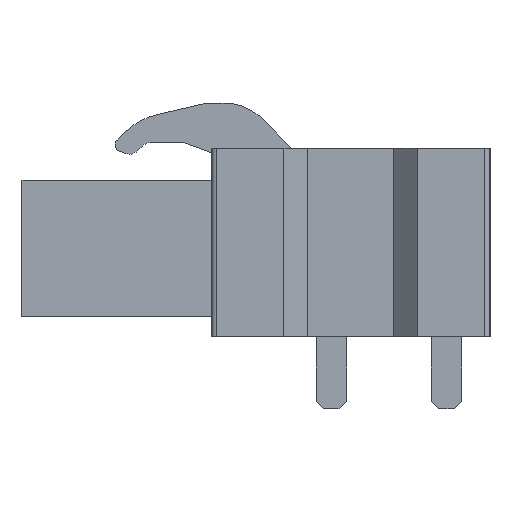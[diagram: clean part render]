
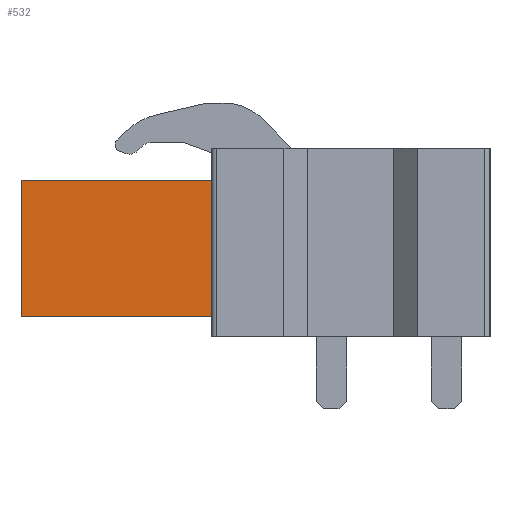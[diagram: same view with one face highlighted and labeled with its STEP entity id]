
A CAD part, left-side view. The second image highlights one B-rep face of the part: STEP entity #532.
In plain terms, the highlighted planar face has unit normal (-1, 0, 0).
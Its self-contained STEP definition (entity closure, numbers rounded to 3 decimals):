
#438=AXIS2_PLACEMENT_3D('Plane Axis2P3D',#435,#436,#437) ;
#89=CARTESIAN_POINT('Vertex',(5.08,20.65,4.075)) ;
#92=CARTESIAN_POINT('Line Origine',(5.08,20.65,7.075)) ;
#96=CARTESIAN_POINT('Vertex',(5.08,20.65,10.075)) ;
#435=CARTESIAN_POINT('Axis2P3D Location',(5.08,0.4,3.2)) ;
#475=CARTESIAN_POINT('Line Origine',(5.08,12.175,10.95)) ;
#479=CARTESIAN_POINT('Vertex',(5.08,12.05,10.95)) ;
#481=CARTESIAN_POINT('Vertex',(5.08,12.3,10.95)) ;
#484=CARTESIAN_POINT('Line Origine',(5.08,12.3,10.513)) ;
#488=CARTESIAN_POINT('Vertex',(5.08,12.3,10.075)) ;
#491=CARTESIAN_POINT('Line Origine',(5.08,16.475,10.075)) ;
#496=CARTESIAN_POINT('Line Origine',(5.08,16.475,4.075)) ;
#500=CARTESIAN_POINT('Vertex',(5.08,12.3,4.075)) ;
#503=CARTESIAN_POINT('Line Origine',(5.08,12.3,3.638)) ;
#507=CARTESIAN_POINT('Vertex',(5.08,12.3,3.2)) ;
#510=CARTESIAN_POINT('Line Origine',(5.08,12.175,3.2)) ;
#514=CARTESIAN_POINT('Vertex',(5.08,12.05,3.2)) ;
#517=CARTESIAN_POINT('Line Origine',(5.08,12.05,7.075)) ;
#93=DIRECTION('Vector Direction',(0.,0.,1.)) ;
#436=DIRECTION('Axis2P3D Direction',(-1.,0.,0.)) ;
#437=DIRECTION('Axis2P3D XDirection',(0.,0.,1.)) ;
#476=DIRECTION('Vector Direction',(0.,1.,0.)) ;
#485=DIRECTION('Vector Direction',(0.,0.,-1.)) ;
#492=DIRECTION('Vector Direction',(0.,1.,0.)) ;
#497=DIRECTION('Vector Direction',(0.,1.,0.)) ;
#504=DIRECTION('Vector Direction',(0.,0.,1.)) ;
#511=DIRECTION('Vector Direction',(0.,1.,0.)) ;
#518=DIRECTION('Vector Direction',(0.,0.,-1.)) ;
#94=VECTOR('Line Direction',#93,1.) ;
#477=VECTOR('Line Direction',#476,1.) ;
#486=VECTOR('Line Direction',#485,1.) ;
#493=VECTOR('Line Direction',#492,1.) ;
#498=VECTOR('Line Direction',#497,1.) ;
#505=VECTOR('Line Direction',#504,1.) ;
#512=VECTOR('Line Direction',#511,1.) ;
#519=VECTOR('Line Direction',#518,1.) ;
#523=ORIENTED_EDGE('',*,*,#483,.T.) ;
#524=ORIENTED_EDGE('',*,*,#490,.F.) ;
#525=ORIENTED_EDGE('',*,*,#495,.F.) ;
#526=ORIENTED_EDGE('',*,*,#98,.T.) ;
#527=ORIENTED_EDGE('',*,*,#502,.F.) ;
#528=ORIENTED_EDGE('',*,*,#509,.F.) ;
#529=ORIENTED_EDGE('',*,*,#516,.F.) ;
#530=ORIENTED_EDGE('',*,*,#521,.F.) ;
#532=ADVANCED_FACE('BLL5.08/18/90FI 3.2SN OR 1843910000',(#531),#439,.T.) ;
#98=EDGE_CURVE('',#97,#90,#95,.F.) ;
#483=EDGE_CURVE('',#480,#482,#478,.T.) ;
#490=EDGE_CURVE('',#489,#482,#487,.F.) ;
#495=EDGE_CURVE('',#97,#489,#494,.F.) ;
#502=EDGE_CURVE('',#501,#90,#499,.T.) ;
#509=EDGE_CURVE('',#508,#501,#506,.T.) ;
#516=EDGE_CURVE('',#515,#508,#513,.T.) ;
#521=EDGE_CURVE('',#480,#515,#520,.T.) ;
#522=EDGE_LOOP('',(#523,#524,#525,#526,#527,#528,#529,#530)) ;
#531=FACE_OUTER_BOUND('',#522,.T.) ;
#95=LINE('Line',#92,#94) ;
#478=LINE('Line',#475,#477) ;
#487=LINE('Line',#484,#486) ;
#494=LINE('Line',#491,#493) ;
#499=LINE('Line',#496,#498) ;
#506=LINE('Line',#503,#505) ;
#513=LINE('Line',#510,#512) ;
#520=LINE('Line',#517,#519) ;
#439=PLANE('',#438) ;
#90=VERTEX_POINT('',#89) ;
#97=VERTEX_POINT('',#96) ;
#480=VERTEX_POINT('',#479) ;
#482=VERTEX_POINT('',#481) ;
#489=VERTEX_POINT('',#488) ;
#501=VERTEX_POINT('',#500) ;
#508=VERTEX_POINT('',#507) ;
#515=VERTEX_POINT('',#514) ;
